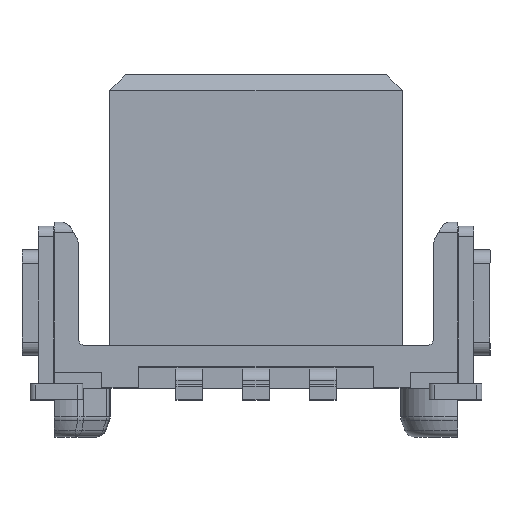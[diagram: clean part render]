
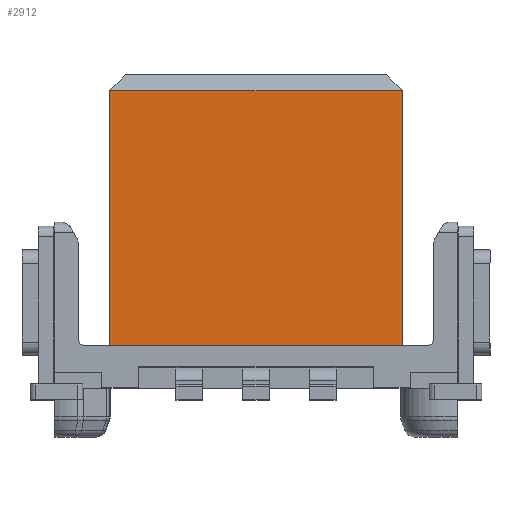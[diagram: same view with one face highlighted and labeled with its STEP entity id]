
A CAD part, top view. The second image highlights one B-rep face of the part: STEP entity #2912.
In plain terms, the highlighted planar face has unit normal (0, 0, 1).
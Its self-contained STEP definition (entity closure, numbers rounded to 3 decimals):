
#2912=ADVANCED_FACE('',(#3553),#3243,.T.);
#3243=PLANE('',#10018);
#3553=FACE_OUTER_BOUND('',#3957,.T.);
#3957=EDGE_LOOP('',(#5371,#5372,#5373,#5374));
#5371=ORIENTED_EDGE('',*,*,#7640,.T.);
#5372=ORIENTED_EDGE('',*,*,#7641,.T.);
#5373=ORIENTED_EDGE('',*,*,#7603,.T.);
#5374=ORIENTED_EDGE('',*,*,#7631,.T.);
#6696=VERTEX_POINT('',#13639);
#6697=VERTEX_POINT('',#13641);
#6715=VERTEX_POINT('',#13696);
#6718=VERTEX_POINT('',#13713);
#7603=EDGE_CURVE('',#6697,#6696,#8549,.T.);
#7631=EDGE_CURVE('',#6696,#6715,#8577,.T.);
#7640=EDGE_CURVE('',#6715,#6718,#8586,.T.);
#7641=EDGE_CURVE('',#6718,#6697,#8587,.T.);
#8549=LINE('',#13640,#9339);
#8577=LINE('',#13697,#9367);
#8586=LINE('',#13714,#9376);
#8587=LINE('',#13716,#9377);
#9339=VECTOR('',#11493,1.);
#9367=VECTOR('',#11541,1.);
#9376=VECTOR('',#11560,1.);
#9377=VECTOR('',#11563,1.);
#10018=AXIS2_PLACEMENT_3D('',#13717,#11564,#11565);
#11493=DIRECTION('',(0.,1.,0.));
#11541=DIRECTION('',(-1.,0.,0.));
#11560=DIRECTION('',(0.,-1.,0.));
#11563=DIRECTION('',(1.,0.,0.));
#11564=DIRECTION('',(0.,0.,1.));
#11565=DIRECTION('',(0.,-1.,0.));
#13639=CARTESIAN_POINT('',(-1.405,13.94,28.485));
#13640=CARTESIAN_POINT('',(-1.405,9.09,28.485));
#13641=CARTESIAN_POINT('',(-1.405,9.09,28.485));
#13696=CARTESIAN_POINT('',(-6.965,13.94,28.485));
#13697=CARTESIAN_POINT('',(-1.405,13.94,28.485));
#13713=CARTESIAN_POINT('',(-6.965,9.09,28.485));
#13714=CARTESIAN_POINT('',(-6.965,13.94,28.485));
#13716=CARTESIAN_POINT('',(-6.965,9.09,28.485));
#13717=CARTESIAN_POINT('',(-7.165,14.14,28.485));
